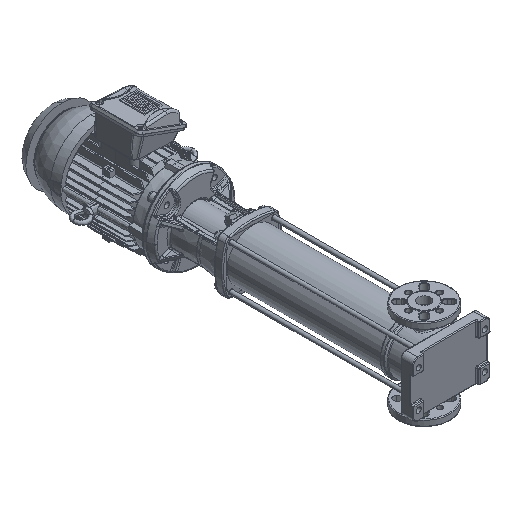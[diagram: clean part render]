
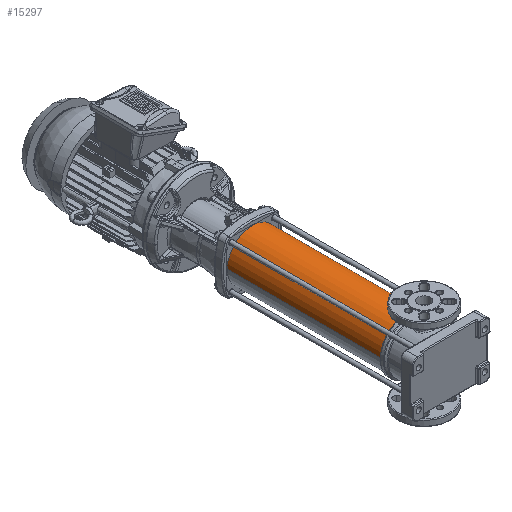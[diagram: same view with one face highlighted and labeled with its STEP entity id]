
A CAD part, isometric view. The second image highlights one B-rep face of the part: STEP entity #15297.
In plain terms, the highlighted cylindrical face has radius 68.75 mm (diameter 137.5 mm), a partial arc.
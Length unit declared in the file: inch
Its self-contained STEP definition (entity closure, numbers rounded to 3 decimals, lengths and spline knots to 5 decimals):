
#467 = EDGE_CURVE ( 'NONE', #62241, #76214, #11340, .T. ) ;
#2266 = DIRECTION ( 'NONE',  ( 0., -1., 0. ) ) ;
#5145 = ORIENTED_EDGE ( 'NONE', *, *, #114260, .T. ) ;
#7822 = CARTESIAN_POINT ( 'NONE',  ( 0., 18.36614, 2.70669 ) ) ;
#11340 = LINE ( 'NONE', #20509, #38233 ) ;
#15297 = ADVANCED_FACE ( 'NONE', ( #117275 ), #82340, .T. ) ;
#16196 = EDGE_LOOP ( 'NONE', ( #21807, #5145, #76223, #41661 ) ) ;
#20509 = CARTESIAN_POINT ( 'NONE',  ( 0., 1.54331, 2.70669 ) ) ;
#21807 = ORIENTED_EDGE ( 'NONE', *, *, #24735, .F. ) ;
#23976 = VERTEX_POINT ( 'NONE', #24606 ) ;
#24606 = CARTESIAN_POINT ( 'NONE',  ( 0., 18.36614, -2.70669 ) ) ;
#24735 = EDGE_CURVE ( 'NONE', #72031, #23976, #141220, .T. ) ;
#35253 = DIRECTION ( 'NONE',  ( 0., 1., 0. ) ) ;
#38233 = VECTOR ( 'NONE', #54683, 39.37008 ) ;
#41661 = ORIENTED_EDGE ( 'NONE', *, *, #87727, .T. ) ;
#43313 = AXIS2_PLACEMENT_3D ( 'NONE', #129431, #35253, #81586 ) ;
#54683 = DIRECTION ( 'NONE',  ( 0., 1., 0. ) ) ;
#58618 = AXIS2_PLACEMENT_3D ( 'NONE', #132113, #86515, #74374 ) ;
#62241 = VERTEX_POINT ( 'NONE', #99901 ) ;
#69093 = CARTESIAN_POINT ( 'NONE',  ( 0., 1.54331, -2.70669 ) ) ;
#72031 = VERTEX_POINT ( 'NONE', #95863 ) ;
#74374 = DIRECTION ( 'NONE',  ( 0., 0., 1. ) ) ;
#76214 = VERTEX_POINT ( 'NONE', #7822 ) ;
#76223 = ORIENTED_EDGE ( 'NONE', *, *, #467, .T. ) ;
#81586 = DIRECTION ( 'NONE',  ( 0., 0., 1. ) ) ;
#82340 = CYLINDRICAL_SURFACE ( 'NONE', #43313, 2.70669 ) ;
#86515 = DIRECTION ( 'NONE',  ( 0., 1., 0. ) ) ;
#87727 = EDGE_CURVE ( 'NONE', #76214, #23976, #96832, .T. ) ;
#92532 = CIRCLE ( 'NONE', #58618, 2.70669 ) ;
#94171 = DIRECTION ( 'NONE',  ( 0., 0., -1. ) ) ;
#95863 = CARTESIAN_POINT ( 'NONE',  ( 0., 1.85827, -2.70669 ) ) ;
#96832 = CIRCLE ( 'NONE', #118617, 2.70669 ) ;
#99901 = CARTESIAN_POINT ( 'NONE',  ( 0., 1.85827, 2.70669 ) ) ;
#104783 = DIRECTION ( 'NONE',  ( 0., 1., 0. ) ) ;
#114260 = EDGE_CURVE ( 'NONE', #72031, #62241, #92532, .T. ) ;
#117275 = FACE_OUTER_BOUND ( 'NONE', #16196, .T. ) ;
#118617 = AXIS2_PLACEMENT_3D ( 'NONE', #128354, #2266, #94171 ) ;
#128354 = CARTESIAN_POINT ( 'NONE',  ( 0., 18.36614, 0. ) ) ;
#128957 = VECTOR ( 'NONE', #104783, 39.37008 ) ;
#129431 = CARTESIAN_POINT ( 'NONE',  ( 0., 1.54331, 0. ) ) ;
#132113 = CARTESIAN_POINT ( 'NONE',  ( 0., 1.85827, 0. ) ) ;
#141220 = LINE ( 'NONE', #69093, #128957 ) ;
